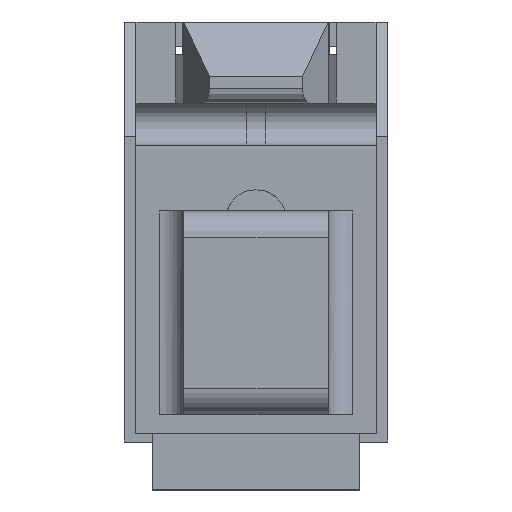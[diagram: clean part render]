
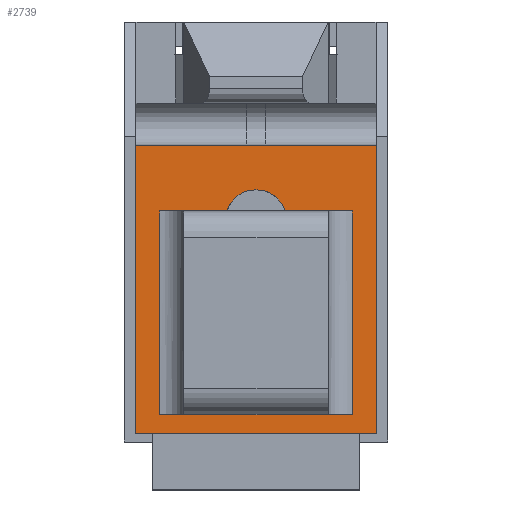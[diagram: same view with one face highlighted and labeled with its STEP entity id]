
A CAD part, left-side view. The second image highlights one B-rep face of the part: STEP entity #2739.
In plain terms, the highlighted free-form (B-spline) face has degree [1, 1] with [2, 2] control points.
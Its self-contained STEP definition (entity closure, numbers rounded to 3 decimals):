
#1795=CARTESIAN_POINT('',(-85.545,-1.996,1.62));
#1796=VERTEX_POINT('',#1795);
#1817=CARTESIAN_POINT('',(-85.545,-1.996,-2.617));
#1818=VERTEX_POINT('',#1817);
#1832=CARTESIAN_POINT('',(-85.545,-1.996,1.62));
#1833=CARTESIAN_POINT('',(-85.545,-1.996,-2.617));
#1834=QUASI_UNIFORM_CURVE('',1,(#1832,#1833),.UNSPECIFIED.,.F.,.U.);
#1835=EDGE_CURVE('',#1796,#1818,#1834,.T.);
#1854=CARTESIAN_POINT('',(-85.545,1.996,1.62));
#1855=VERTEX_POINT('',#1854);
#1871=CARTESIAN_POINT('',(-85.545,1.996,-2.617));
#1872=VERTEX_POINT('',#1871);
#1873=CARTESIAN_POINT('',(-85.545,1.996,-2.617));
#1874=CARTESIAN_POINT('',(-85.545,1.996,1.62));
#1875=QUASI_UNIFORM_CURVE('',1,(#1873,#1874),.UNSPECIFIED.,.F.,.U.);
#1876=EDGE_CURVE('',#1872,#1855,#1875,.T.);
#2182=CARTESIAN_POINT('',(-85.545,-0.6,1.62));
#2183=VERTEX_POINT('',#2182);
#2189=CARTESIAN_POINT('',(-85.545,-0.023,2.056));
#2190=VERTEX_POINT('',#2189);
#2191=CARTESIAN_POINT('',(-85.545,-0.023,2.056));
#2192=CARTESIAN_POINT('',(-85.545,-0.476,2.056));
#2193=CARTESIAN_POINT('',(-85.545,-0.6,1.62));
#2201=(BOUNDED_CURVE()B_SPLINE_CURVE(2,(#2191,#2192,#2193),.UNSPECIFIED.,.F.,.U.)CURVE()GEOMETRIC_REPRESENTATION_ITEM()QUASI_UNIFORM_CURVE()RATIONAL_B_SPLINE_CURVE((1.0,0.798,1.0))REPRESENTATION_ITEM(''));
#2202=EDGE_CURVE('',#2190,#2183,#2201,.T.);
#2243=CARTESIAN_POINT('',(-85.545,0.023,2.056));
#2244=VERTEX_POINT('',#2243);
#2250=CARTESIAN_POINT('',(-85.545,0.6,1.62));
#2251=VERTEX_POINT('',#2250);
#2252=CARTESIAN_POINT('',(-85.545,0.6,1.62));
#2253=CARTESIAN_POINT('',(-85.545,0.476,2.056));
#2254=CARTESIAN_POINT('',(-85.545,0.023,2.056));
#2262=(BOUNDED_CURVE()B_SPLINE_CURVE(2,(#2252,#2253,#2254),.UNSPECIFIED.,.F.,.U.)CURVE()GEOMETRIC_REPRESENTATION_ITEM()QUASI_UNIFORM_CURVE()RATIONAL_B_SPLINE_CURVE((1.0,0.798,1.0))REPRESENTATION_ITEM(''));
#2263=EDGE_CURVE('',#2251,#2244,#2262,.T.);
#2298=CARTESIAN_POINT('',(-85.545,-0.023,2.056));
#2299=CARTESIAN_POINT('',(-85.545,0.023,2.056));
#2300=QUASI_UNIFORM_CURVE('',1,(#2298,#2299),.UNSPECIFIED.,.F.,.U.);
#2301=EDGE_CURVE('',#2190,#2244,#2300,.T.);
#2432=CARTESIAN_POINT('',(-85.545,-1.996,-2.617));
#2433=CARTESIAN_POINT('',(-85.545,1.996,-2.617));
#2434=QUASI_UNIFORM_CURVE('',1,(#2432,#2433),.UNSPECIFIED.,.F.,.U.);
#2435=EDGE_CURVE('',#1818,#1872,#2434,.T.);
#2528=CARTESIAN_POINT('',(-85.545,2.492,2.991));
#2529=VERTEX_POINT('',#2528);
#2535=CARTESIAN_POINT('',(-85.545,-2.492,2.991));
#2536=VERTEX_POINT('',#2535);
#2537=CARTESIAN_POINT('',(-85.545,2.492,2.991));
#2538=CARTESIAN_POINT('',(-85.545,-2.492,2.991));
#2539=QUASI_UNIFORM_CURVE('',1,(#2537,#2538),.UNSPECIFIED.,.F.,.U.);
#2540=EDGE_CURVE('',#2529,#2536,#2539,.T.);
#2681=CARTESIAN_POINT('',(-85.545,-1.996,1.62));
#2682=CARTESIAN_POINT('',(-85.545,-0.6,1.62));
#2683=QUASI_UNIFORM_CURVE('',1,(#2681,#2682),.UNSPECIFIED.,.F.,.U.);
#2684=EDGE_CURVE('',#1796,#2183,#2683,.T.);
#2689=CARTESIAN_POINT('',(-85.545,0.6,1.62));
#2690=CARTESIAN_POINT('',(-85.545,1.996,1.62));
#2691=QUASI_UNIFORM_CURVE('',1,(#2689,#2690),.UNSPECIFIED.,.F.,.U.);
#2692=EDGE_CURVE('',#2251,#1855,#2691,.T.);
#2702=CARTESIAN_POINT('',(-85.545,-2.741,-3.29));
#2703=CARTESIAN_POINT('',(-85.545,-2.741,3.29));
#2704=CARTESIAN_POINT('',(-85.545,2.741,-3.29));
#2705=CARTESIAN_POINT('',(-85.545,2.741,3.29));
#2706=B_SPLINE_SURFACE_WITH_KNOTS('',1,1,((#2702,#2704),(#2703,#2705)),.UNSPECIFIED.,.F.,.F.,.U.,(2,2),(2,2),(0.0,6.579),(0.0,5.483),.UNSPECIFIED.);
#2707=CARTESIAN_POINT('',(-85.545,-2.492,-2.991));
#2708=VERTEX_POINT('',#2707);
#2709=CARTESIAN_POINT('',(-85.545,-2.492,2.991));
#2710=CARTESIAN_POINT('',(-85.545,-2.492,-2.991));
#2711=QUASI_UNIFORM_CURVE('',1,(#2709,#2710),.UNSPECIFIED.,.F.,.U.);
#2712=EDGE_CURVE('',#2536,#2708,#2711,.T.);
#2713=ORIENTED_EDGE('',*,*,#2712,.F.);
#2714=ORIENTED_EDGE('',*,*,#2540,.F.);
#2715=CARTESIAN_POINT('',(-85.545,2.492,-2.991));
#2716=VERTEX_POINT('',#2715);
#2717=CARTESIAN_POINT('',(-85.545,2.492,2.991));
#2718=CARTESIAN_POINT('',(-85.545,2.492,-2.991));
#2719=QUASI_UNIFORM_CURVE('',1,(#2717,#2718),.UNSPECIFIED.,.F.,.U.);
#2720=EDGE_CURVE('',#2529,#2716,#2719,.T.);
#2721=ORIENTED_EDGE('',*,*,#2720,.T.);
#2722=CARTESIAN_POINT('',(-85.545,2.492,-2.991));
#2723=CARTESIAN_POINT('',(-85.545,-2.492,-2.991));
#2724=QUASI_UNIFORM_CURVE('',1,(#2722,#2723),.UNSPECIFIED.,.F.,.U.);
#2725=EDGE_CURVE('',#2716,#2708,#2724,.T.);
#2726=ORIENTED_EDGE('',*,*,#2725,.T.);
#2727=EDGE_LOOP('',(#2713,#2714,#2721,#2726));
#2728=FACE_OUTER_BOUND('',#2727,.T.);
#2729=ORIENTED_EDGE('',*,*,#2435,.T.);
#2730=ORIENTED_EDGE('',*,*,#1876,.T.);
#2731=ORIENTED_EDGE('',*,*,#2692,.F.);
#2732=ORIENTED_EDGE('',*,*,#2263,.T.);
#2733=ORIENTED_EDGE('',*,*,#2301,.F.);
#2734=ORIENTED_EDGE('',*,*,#2202,.T.);
#2735=ORIENTED_EDGE('',*,*,#2684,.F.);
#2736=ORIENTED_EDGE('',*,*,#1835,.T.);
#2737=EDGE_LOOP('',(#2729,#2730,#2731,#2732,#2733,#2734,#2735,#2736));
#2738=FACE_BOUND('',#2737,.T.);
#2739=ADVANCED_FACE('',(#2728,#2738),#2706,.T.);
